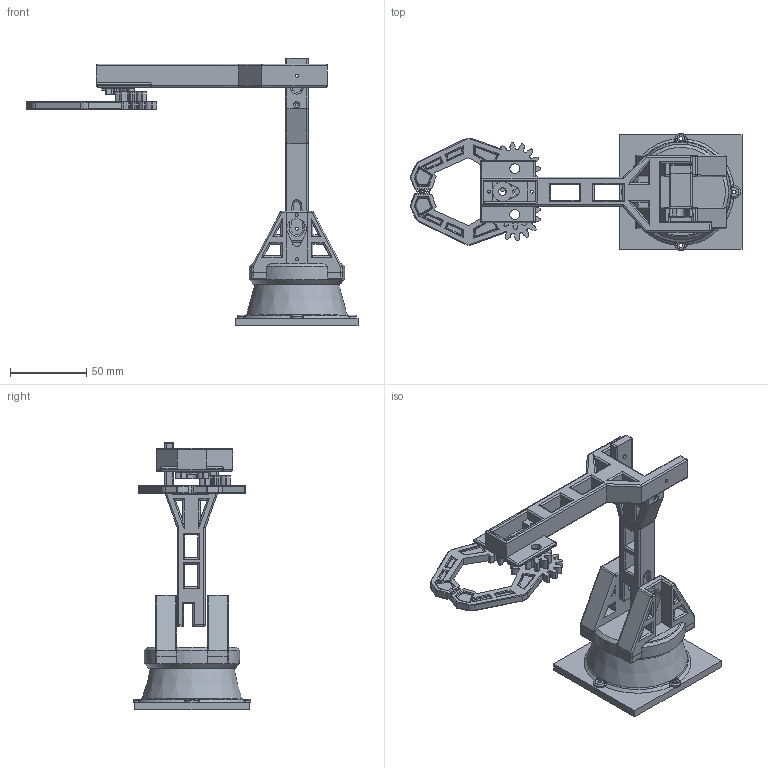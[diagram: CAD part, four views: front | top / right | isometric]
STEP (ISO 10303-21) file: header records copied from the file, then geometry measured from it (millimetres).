
FILE_DESCRIPTION(/* description */ ('STEP AP242 Edition 2','CAx-IF Rec.Pracs.---Representation and Presentation of Product Manufacturing Information (PMI)---4.0---2014-10-13','CAx-IF Rec.Pracs.---3D Tessellated Geometry---0.4---2014-09-14','2;1','CAx-IF Rec.Pracs.---User Defined Attributes---1.5---2016-08-15'),/* implementation_level */ '2;1');
FILE_NAME(/* name */ '69500b4390485649e2fa3f2b',/* time_stamp */ '2025-12-27T16:37:25Z',/* author */ (''),/* organization */ (''),/* preprocessor_version */ 'ST-DEVELOPER v20',/* originating_system */ 'ONSHAPE BY PTC INC, 1.208',/* authorisation */ ' ');
FILE_SCHEMA (('AP242_MANAGED_MODEL_BASED_3D_ENGINEERING_MIM_LF { 1 0 10303 442 3 1 4 }'));
Length unit declared in the file: metre
Products named in the file (11): turningtoptop; servobase; turningtopServo; Clawright; turningtopmain; armpart 1; Gearclawmain; Clawleft; basepart1; turningbase; Armpart2
Bounding box: 217.02 x 76.88 x 175 mm (x, y, z)
Volume: 188855.6 mm3; surface area: 99508 mm2
Topology: 11 solids, 11 shells, 1046 faces, 2730 edges, 1691 vertices
Faces by surface type: cylinder 530, plane 305, bspline 125, torus 41, sphere 25, cone 20
Full cylindrical faces by diameter (mm): 1.7 x4, 2 x8, 2.5 x8, 3 x2, 4 x1, 5 x2, 6.2 x3, 6.4 x4, 12 x1, 49 x1, 55 x1, 56.4 x1
Entity records: 40529 total; most frequent: CARTESIAN_POINT 15170, ORIENTED_EDGE 5272, DIRECTION 5139, EDGE_CURVE 2636, AXIS2_PLACEMENT_3D 1893, VERTEX_POINT 1671, LINE 1353, VECTOR 1353
